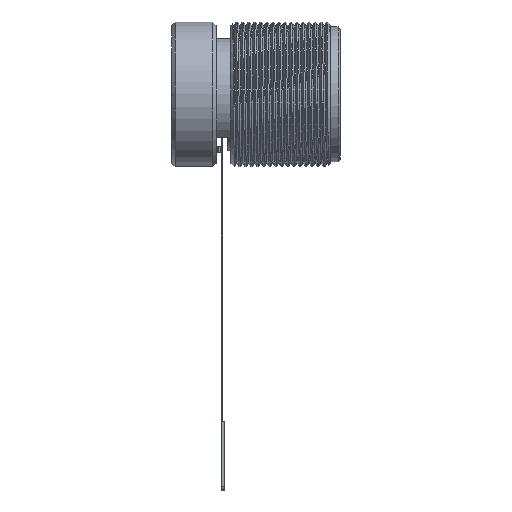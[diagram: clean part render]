
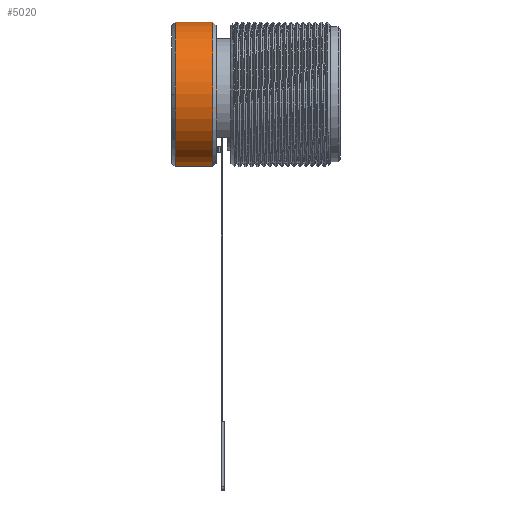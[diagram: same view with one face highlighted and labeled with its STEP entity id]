
A CAD part, left-side view. The second image highlights one B-rep face of the part: STEP entity #5020.
In plain terms, the highlighted cylindrical face has radius 6 mm (diameter 12 mm), a partial arc.
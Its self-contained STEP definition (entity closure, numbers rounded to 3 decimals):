
#117 = CARTESIAN_POINT ( 'NONE',  ( -6., 1.751, 0. ) ) ;
#227 = AXIS2_PLACEMENT_3D ( 'NONE', #2334, #8321, #5658 ) ;
#352 = EDGE_CURVE ( 'NONE', #3714, #1402, #6559, .T. ) ;
#488 = EDGE_LOOP ( 'NONE', ( #3675, #9366, #7552, #1025, #845 ) ) ;
#529 = CARTESIAN_POINT ( 'NONE',  ( 0., 1.751, 6. ) ) ;
#845 = ORIENTED_EDGE ( 'NONE', *, *, #8264, .T. ) ;
#997 = CARTESIAN_POINT ( 'NONE',  ( 0., 1.751, -6. ) ) ;
#1025 = ORIENTED_EDGE ( 'NONE', *, *, #9546, .T. ) ;
#1402 = VERTEX_POINT ( 'NONE', #997 ) ;
#1623 = CARTESIAN_POINT ( 'NONE',  ( 0., -1.35, -6. ) ) ;
#1729 = CARTESIAN_POINT ( 'NONE',  ( 0., -1.35, -6. ) ) ;
#1773 = CIRCLE ( 'NONE', #227, 6. ) ;
#2221 = CIRCLE ( 'NONE', #10391, 6. ) ;
#2334 = CARTESIAN_POINT ( 'NONE',  ( 0., -1.35, 0. ) ) ;
#2681 = AXIS2_PLACEMENT_3D ( 'NONE', #8281, #5887, #9206 ) ;
#2897 = CARTESIAN_POINT ( 'NONE',  ( 0., 1.751, 0. ) ) ;
#3675 = ORIENTED_EDGE ( 'NONE', *, *, #352, .F. ) ;
#3714 = VERTEX_POINT ( 'NONE', #1623 ) ;
#4096 = CYLINDRICAL_SURFACE ( 'NONE', #2681, 6. ) ;
#4183 = VERTEX_POINT ( 'NONE', #5148 ) ;
#4223 = VECTOR ( 'NONE', #8519, 1000. ) ;
#4545 = AXIS2_PLACEMENT_3D ( 'NONE', #2897, #7212, #7000 ) ;
#4911 = FACE_OUTER_BOUND ( 'NONE', #488, .T. ) ;
#5020 = ADVANCED_FACE ( 'NONE', ( #4911 ), #4096, .T. ) ;
#5148 = CARTESIAN_POINT ( 'NONE',  ( 0., -1.35, 6. ) ) ;
#5210 = CARTESIAN_POINT ( 'NONE',  ( 0., -1.35, 6. ) ) ;
#5231 = VERTEX_POINT ( 'NONE', #529 ) ;
#5658 = DIRECTION ( 'NONE',  ( 0., 0., 1. ) ) ;
#5887 = DIRECTION ( 'NONE',  ( 0., 1., 0. ) ) ;
#5924 = DIRECTION ( 'NONE',  ( -1., 0., 0. ) ) ;
#6559 = LINE ( 'NONE', #1729, #8474 ) ;
#7000 = DIRECTION ( 'NONE',  ( -1., 0., 0. ) ) ;
#7212 = DIRECTION ( 'NONE',  ( 0., -1., 0. ) ) ;
#7552 = ORIENTED_EDGE ( 'NONE', *, *, #8708, .T. ) ;
#7589 = LINE ( 'NONE', #5210, #4223 ) ;
#7839 = CIRCLE ( 'NONE', #4545, 6. ) ;
#8100 = DIRECTION ( 'NONE',  ( 0., 1., 0. ) ) ;
#8264 = EDGE_CURVE ( 'NONE', #8628, #1402, #7839, .T. ) ;
#8281 = CARTESIAN_POINT ( 'NONE',  ( 0., -1.35, 0. ) ) ;
#8321 = DIRECTION ( 'NONE',  ( 0., 1., 0. ) ) ;
#8474 = VECTOR ( 'NONE', #8100, 1000. ) ;
#8519 = DIRECTION ( 'NONE',  ( 0., 1., 0. ) ) ;
#8573 = EDGE_CURVE ( 'NONE', #3714, #4183, #1773, .T. ) ;
#8628 = VERTEX_POINT ( 'NONE', #117 ) ;
#8708 = EDGE_CURVE ( 'NONE', #4183, #5231, #7589, .T. ) ;
#9206 = DIRECTION ( 'NONE',  ( 0., 0., 1. ) ) ;
#9366 = ORIENTED_EDGE ( 'NONE', *, *, #8573, .T. ) ;
#9546 = EDGE_CURVE ( 'NONE', #5231, #8628, #2221, .T. ) ;
#10167 = CARTESIAN_POINT ( 'NONE',  ( 0., 1.751, 0. ) ) ;
#10220 = DIRECTION ( 'NONE',  ( 0., -1., 0. ) ) ;
#10391 = AXIS2_PLACEMENT_3D ( 'NONE', #10167, #10220, #5924 ) ;
